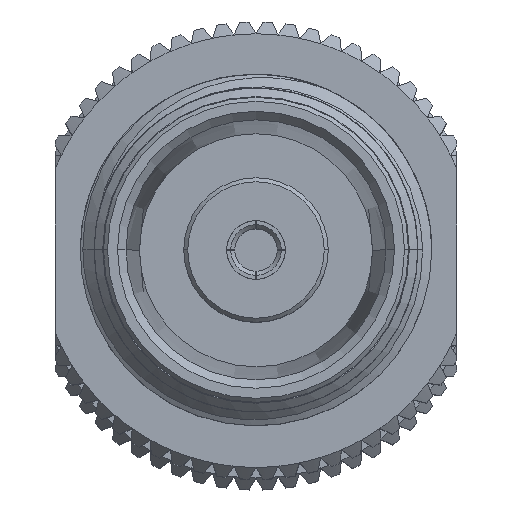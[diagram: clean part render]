
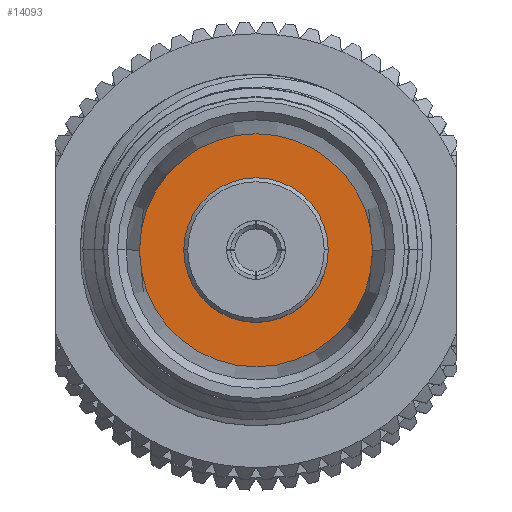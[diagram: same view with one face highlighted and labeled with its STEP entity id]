
A CAD part, top view. The second image highlights one B-rep face of the part: STEP entity #14093.
In plain terms, the highlighted face is planar.
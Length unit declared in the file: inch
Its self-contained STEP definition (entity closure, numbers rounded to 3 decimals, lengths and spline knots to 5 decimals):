
#273 = DIRECTION ( 'NONE',  ( 0., 0., 1. ) ) ;
#506 = CARTESIAN_POINT ( 'NONE',  ( 0.33, 0., 0. ) ) ;
#1173 = AXIS2_PLACEMENT_3D ( 'NONE', #12375, #7494, #6409 ) ;
#1242 = AXIS2_PLACEMENT_3D ( 'NONE', #9152, #4220, #3272 ) ;
#2007 = DIRECTION ( 'NONE',  ( 0., 0., 1. ) ) ;
#2580 = VERTEX_POINT ( 'NONE', #4441 ) ;
#2602 = VERTEX_POINT ( 'NONE', #14973 ) ;
#2665 = VERTEX_POINT ( 'NONE', #6596 ) ;
#2685 = DIRECTION ( 'NONE',  ( 0., 0., 1. ) ) ;
#3107 = AXIS2_PLACEMENT_3D ( 'NONE', #12832, #5801, #2007 ) ;
#3272 = DIRECTION ( 'NONE',  ( 0., 0., 1. ) ) ;
#3512 = AXIS2_PLACEMENT_3D ( 'NONE', #12126, #8488, #273 ) ;
#3545 = VERTEX_POINT ( 'NONE', #5773 ) ;
#3844 = CIRCLE ( 'NONE', #3107, 0.09 ) ;
#4220 = DIRECTION ( 'NONE',  ( -1., 0., 0. ) ) ;
#4441 = CARTESIAN_POINT ( 'NONE',  ( 0.33, 0., 0.14521 ) ) ;
#5482 = EDGE_CURVE ( 'NONE', #3545, #2580, #7361, .T. ) ;
#5773 = CARTESIAN_POINT ( 'NONE',  ( 0.33, 0., -0.14521 ) ) ;
#5801 = DIRECTION ( 'NONE',  ( -1., 0., 0. ) ) ;
#6409 = DIRECTION ( 'NONE',  ( 0., 0., 1. ) ) ;
#6596 = CARTESIAN_POINT ( 'NONE',  ( 0.33, 0., 0.09 ) ) ;
#6719 = ORIENTED_EDGE ( 'NONE', *, *, #9619, .T. ) ;
#7262 = ORIENTED_EDGE ( 'NONE', *, *, #9334, .F. ) ;
#7361 = CIRCLE ( 'NONE', #1173, 0.14521 ) ;
#7494 = DIRECTION ( 'NONE',  ( -1., 0., 0. ) ) ;
#8393 = ORIENTED_EDGE ( 'NONE', *, *, #13792, .F. ) ;
#8488 = DIRECTION ( 'NONE',  ( -1., 0., 0. ) ) ;
#9074 = EDGE_LOOP ( 'NONE', ( #7262, #8393 ) ) ;
#9152 = CARTESIAN_POINT ( 'NONE',  ( 0.33, 0., 0. ) ) ;
#9334 = EDGE_CURVE ( 'NONE', #2602, #2665, #13138, .T. ) ;
#9619 = EDGE_CURVE ( 'NONE', #2580, #3545, #14401, .T. ) ;
#11115 = FACE_OUTER_BOUND ( 'NONE', #13996, .T. ) ;
#12126 = CARTESIAN_POINT ( 'NONE',  ( 0.33, 0., 0. ) ) ;
#12356 = PLANE ( 'NONE',  #15222 ) ;
#12375 = CARTESIAN_POINT ( 'NONE',  ( 0.33, 0., 0. ) ) ;
#12832 = CARTESIAN_POINT ( 'NONE',  ( 0.33, 0., 0. ) ) ;
#13138 = CIRCLE ( 'NONE', #1242, 0.09 ) ;
#13792 = EDGE_CURVE ( 'NONE', #2665, #2602, #3844, .T. ) ;
#13984 = ORIENTED_EDGE ( 'NONE', *, *, #5482, .T. ) ;
#13996 = EDGE_LOOP ( 'NONE', ( #6719, #13984 ) ) ;
#14093 = ADVANCED_FACE ( 'NONE', ( #14629, #11115 ), #12356, .T. ) ;
#14401 = CIRCLE ( 'NONE', #3512, 0.14521 ) ;
#14629 = FACE_BOUND ( 'NONE', #9074, .T. ) ;
#14777 = DIRECTION ( 'NONE',  ( -1., 0., 0. ) ) ;
#14973 = CARTESIAN_POINT ( 'NONE',  ( 0.33, 0., -0.09 ) ) ;
#15222 = AXIS2_PLACEMENT_3D ( 'NONE', #506, #14777, #2685 ) ;
